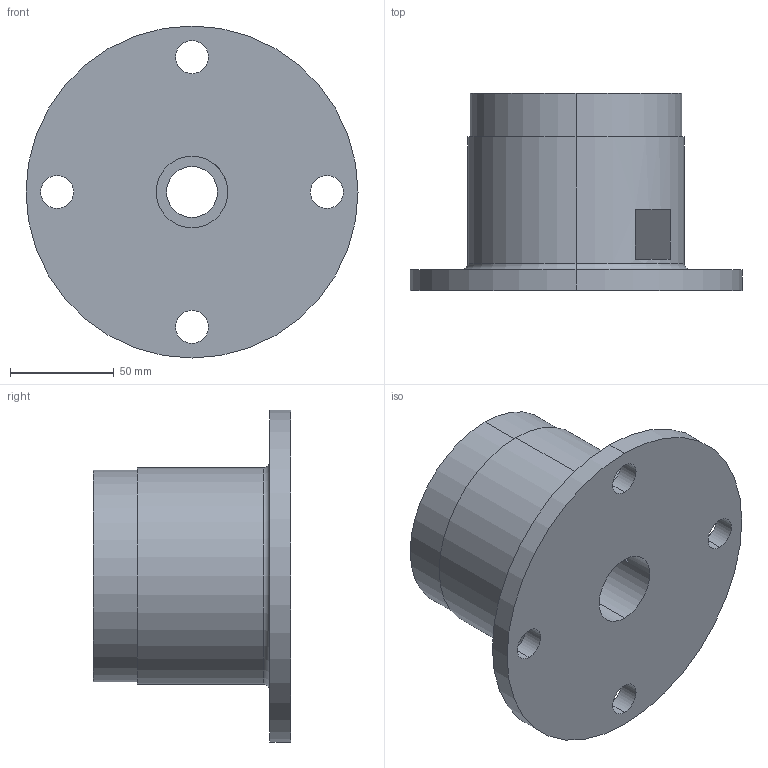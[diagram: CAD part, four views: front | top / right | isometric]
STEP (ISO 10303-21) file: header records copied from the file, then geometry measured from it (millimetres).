
FILE_DESCRIPTION (( 'STEP AP203' ), '1' );
FILE_NAME ('Base_Predeterminado_sldprt.STEP', '2025-03-13T21:56:00', ( '' ), ( '' ), 'SwSTEP 2.0', 'SolidWorks 2024', '' );
FILE_SCHEMA (( 'CONFIG_CONTROL_DESIGN' ));
Length unit declared in the file: millimetre
Products named in the file (1): Base_Predeterminado_sldprt
Bounding box: 160 x 95 x 160 mm (x, y, z)
Volume: 788976.5 mm3; surface area: 84859.3 mm2
Topology: 1 solids, 1 shells, 32 faces, 76 edges, 50 vertices
Faces by surface type: cylinder 20, plane 10, torus 2
Entity records: 1053 total; most frequent: DIRECTION 190, CARTESIAN_POINT 159, ORIENTED_EDGE 152, AXIS2_PLACEMENT_3D 81, EDGE_CURVE 76, VERTEX_POINT 50, CIRCLE 48, EDGE_LOOP 48
